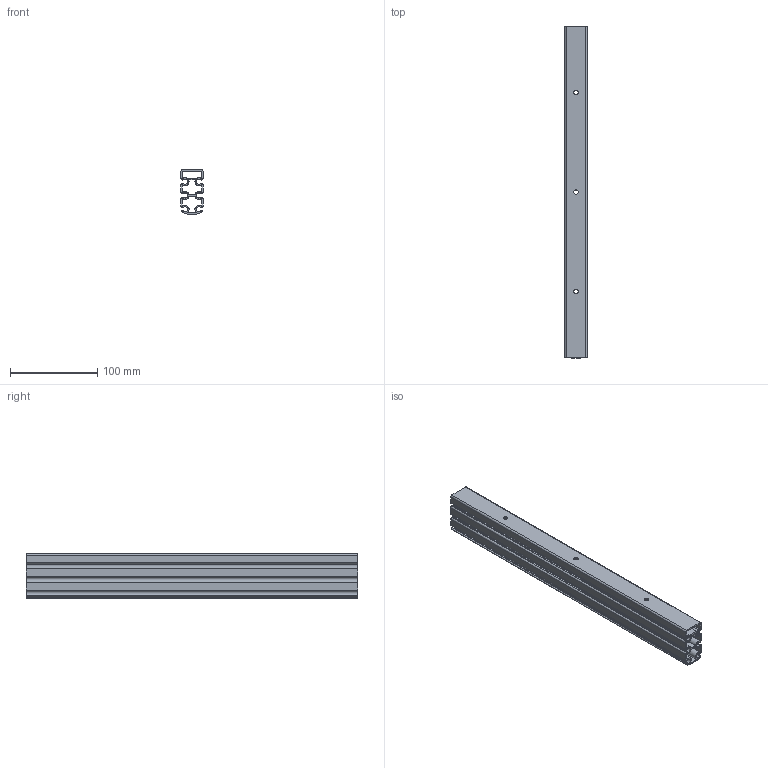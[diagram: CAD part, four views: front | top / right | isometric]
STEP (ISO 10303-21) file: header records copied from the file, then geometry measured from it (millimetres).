
FILE_DESCRIPTION (( 'STEP AP214' ), '1' );
FILE_NAME ('am-4131.STEP', '2019-10-04T17:53:44', ( '' ), ( '' ), 'SwSTEP 2.0', 'SolidWorks 2019', '' );
FILE_SCHEMA (( 'AUTOMOTIVE_DESIGN' ));
Length unit declared in the file: inch
Products named in the file (2): am-4131
Bounding box: 25.4 x 381 x 50.8 mm (x, y, z)
Volume: 139563.8 mm3; surface area: 173720.7 mm2
Topology: 1 solids, 1 shells, 140 faces, 414 edges, 276 vertices
Faces by surface type: cylinder 118, plane 22
Entity records: 4945 total; most frequent: DIRECTION 934, CARTESIAN_POINT 832, ORIENTED_EDGE 828, EDGE_CURVE 414, AXIS2_PLACEMENT_3D 378, VERTEX_POINT 276, CIRCLE 236, LINE 178
